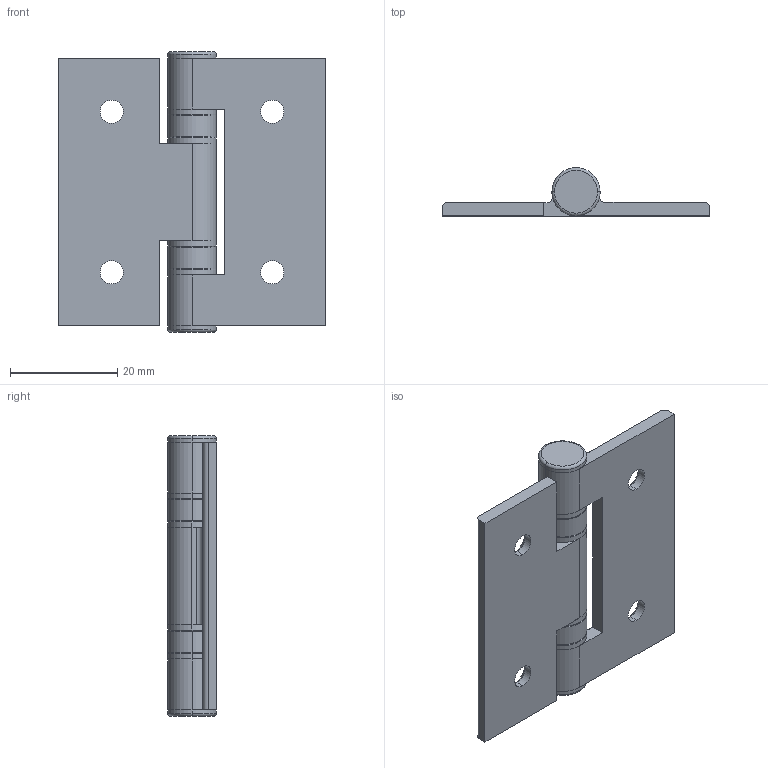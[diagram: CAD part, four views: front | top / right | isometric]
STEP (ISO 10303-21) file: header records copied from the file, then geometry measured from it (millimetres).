
FILE_DESCRIPTION (( 'STEP AP203' ), '1' );
FILE_NAME ('B-214-5.STEP', '2011-10-11T02:41:34', ( '' ), ( '' ), 'SwSTEP 2.0', 'SolidWorks 2011', '' );
FILE_SCHEMA (( 'CONFIG_CONTROL_DESIGN' ));
Length unit declared in the file: millimetre
Products named in the file (7): B-214-5羽根A_; B-214-5羽根B_; B-214-5シャフト_; B-214-5樹脂カラー_; B-214-5樹脂キャップ_; B-214-5樹脂ブッシュ_; B-214-5
Assembly tree (11 placements, depth 2):
  B-214-5
    B-214-5樹脂ブッシュ_  x4
    B-214-5樹脂キャップ_  x2
    B-214-5樹脂カラー_  x2
    B-214-5羽根A_
    B-214-5シャフト_
    B-214-5羽根B_
Bounding box: 50 x 9 x 52.4 mm (x, y, z)
Volume: 7637.7 mm3; surface area: 8734.5 mm2
Topology: 11 solids, 11 shells, 181 faces, 421 edges, 274 vertices
Faces by surface type: cylinder 96, plane 65, torus 12, cone 8
Entity records: 4678 total; most frequent: DIRECTION 729, CARTESIAN_POINT 649, ORIENTED_EDGE 618, EDGE_CURVE 309, AXIS2_PLACEMENT_3D 282, VERTEX_POINT 202, LINE 165, VECTOR 165
